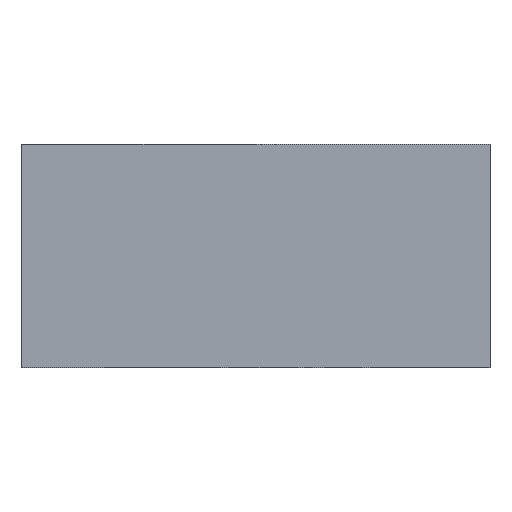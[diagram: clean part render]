
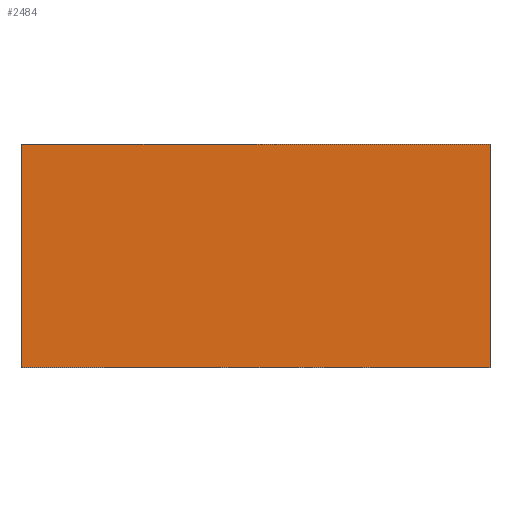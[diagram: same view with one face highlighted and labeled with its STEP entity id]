
A CAD part, top view. The second image highlights one B-rep face of the part: STEP entity #2484.
In plain terms, the highlighted planar face has unit normal (0, 0, 1).
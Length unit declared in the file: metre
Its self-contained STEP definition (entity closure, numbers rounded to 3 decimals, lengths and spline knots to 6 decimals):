
#254=LINE('',#3995,#458);
#255=LINE('',#3998,#459);
#256=LINE('',#4000,#460);
#257=LINE('',#4002,#461);
#458=VECTOR('',#2961,1.);
#459=VECTOR('',#2962,1.);
#460=VECTOR('',#2963,1.);
#461=VECTOR('',#2964,1.);
#543=PLANE('',#2585);
#927=ORIENTED_EDGE('',*,*,#1269,.T.);
#928=ORIENTED_EDGE('',*,*,#1270,.F.);
#929=ORIENTED_EDGE('',*,*,#1271,.F.);
#930=ORIENTED_EDGE('',*,*,#1272,.T.);
#1269=EDGE_CURVE('',#1439,#1440,#254,.T.);
#1270=EDGE_CURVE('',#1441,#1440,#255,.T.);
#1271=EDGE_CURVE('',#1442,#1441,#256,.T.);
#1272=EDGE_CURVE('',#1442,#1439,#257,.T.);
#1439=VERTEX_POINT('',#3996);
#1440=VERTEX_POINT('',#3997);
#1441=VERTEX_POINT('',#3999);
#1442=VERTEX_POINT('',#4001);
#1552=EDGE_LOOP('',(#927,#928,#929,#930));
#1669=FACE_BOUND('',#1552,.T.);
#2484=ADVANCED_FACE('',(#1669),#543,.F.);
#2585=AXIS2_PLACEMENT_3D('',#3994,#2959,#2960);
#2959=DIRECTION('',(0.,0.,-1.));
#2960=DIRECTION('',(-1.,0.,0.));
#2961=DIRECTION('',(-1.,0.,0.));
#2962=DIRECTION('',(0.,1.,0.));
#2963=DIRECTION('',(-1.,0.,0.));
#2964=DIRECTION('',(0.,1.,0.));
#3994=CARTESIAN_POINT('',(0.00525,-0.0025,0.0057));
#3995=CARTESIAN_POINT('',(0.00525,0.0025,0.0057));
#3996=CARTESIAN_POINT('',(0.00525,0.0025,0.0057));
#3997=CARTESIAN_POINT('',(-0.00525,0.0025,0.0057));
#3998=CARTESIAN_POINT('',(-0.00525,-0.0025,0.0057));
#3999=CARTESIAN_POINT('',(-0.00525,-0.0025,0.0057));
#4000=CARTESIAN_POINT('',(0.00525,-0.0025,0.0057));
#4001=CARTESIAN_POINT('',(0.00525,-0.0025,0.0057));
#4002=CARTESIAN_POINT('',(0.00525,-0.0025,0.0057));
